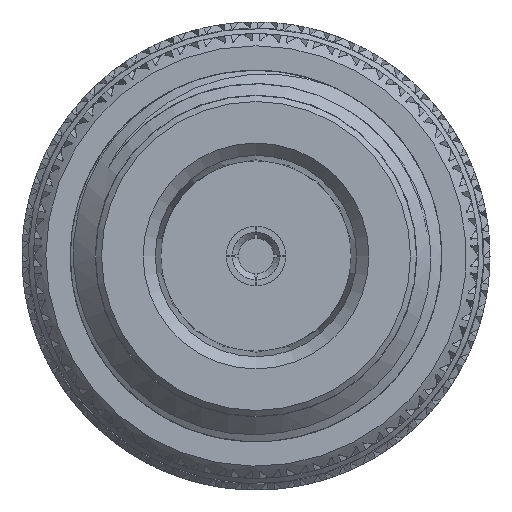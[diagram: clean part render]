
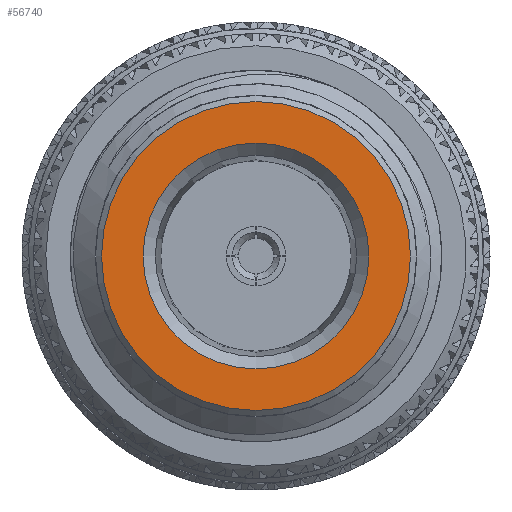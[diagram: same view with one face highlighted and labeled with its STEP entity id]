
A CAD part, left-side view. The second image highlights one B-rep face of the part: STEP entity #56740.
In plain terms, the highlighted planar face has unit normal (-1, 0, 0).
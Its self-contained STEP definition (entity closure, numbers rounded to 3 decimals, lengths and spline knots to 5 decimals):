
#4161 = FACE_BOUND ( 'NONE', #84677, .T. ) ;
#13362 = DIRECTION ( 'NONE',  ( 0., 0., 1. ) ) ;
#29864 = CARTESIAN_POINT ( 'NONE',  ( 0., 0., 0.19 ) ) ;
#31286 = CIRCLE ( 'NONE', #130267, 0.19 ) ;
#31602 = DIRECTION ( 'NONE',  ( 0., 0., 1. ) ) ;
#32474 = VERTEX_POINT ( 'NONE', #83854 ) ;
#44920 = DIRECTION ( 'NONE',  ( -1., 0., 0. ) ) ;
#56697 = AXIS2_PLACEMENT_3D ( 'NONE', #152795, #44920, #31602 ) ;
#56740 = ADVANCED_FACE ( 'NONE', ( #4161, #58147 ), #166066, .T. ) ;
#58147 = FACE_OUTER_BOUND ( 'NONE', #172693, .T. ) ;
#73846 = DIRECTION ( 'NONE',  ( 1., 0., 0. ) ) ;
#83854 = CARTESIAN_POINT ( 'NONE',  ( 0., 0., -0.26 ) ) ;
#84677 = EDGE_LOOP ( 'NONE', ( #171801 ) ) ;
#95383 = EDGE_CURVE ( 'NONE', #32474, #32474, #134784, .T. ) ;
#98796 = ORIENTED_EDGE ( 'NONE', *, *, #95383, .F. ) ;
#111566 = CARTESIAN_POINT ( 'NONE',  ( 0., 0., 0. ) ) ;
#130267 = AXIS2_PLACEMENT_3D ( 'NONE', #111566, #165426, #13362 ) ;
#134784 = CIRCLE ( 'NONE', #171479, 0.26 ) ;
#141077 = CARTESIAN_POINT ( 'NONE',  ( 0., 0., 0. ) ) ;
#151053 = VERTEX_POINT ( 'NONE', #29864 ) ;
#152795 = CARTESIAN_POINT ( 'NONE',  ( 0., 0., 0. ) ) ;
#165426 = DIRECTION ( 'NONE',  ( 1., 0., 0. ) ) ;
#166066 = PLANE ( 'NONE',  #56697 ) ;
#167591 = DIRECTION ( 'NONE',  ( 0., 0., -1. ) ) ;
#169481 = EDGE_CURVE ( 'NONE', #151053, #151053, #31286, .T. ) ;
#171479 = AXIS2_PLACEMENT_3D ( 'NONE', #141077, #73846, #167591 ) ;
#171801 = ORIENTED_EDGE ( 'NONE', *, *, #169481, .T. ) ;
#172693 = EDGE_LOOP ( 'NONE', ( #98796 ) ) ;
